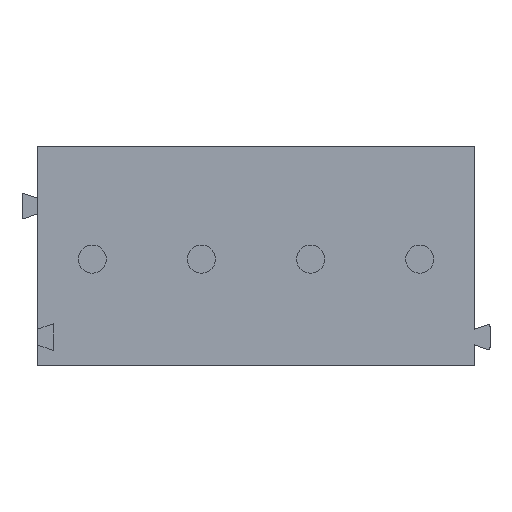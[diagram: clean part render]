
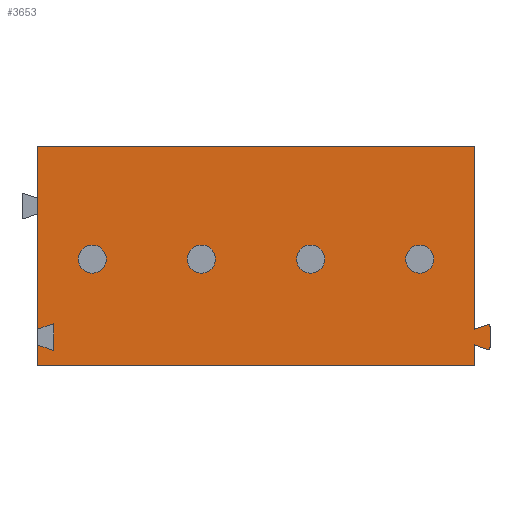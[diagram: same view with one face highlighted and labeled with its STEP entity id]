
A CAD part, front view. The second image highlights one B-rep face of the part: STEP entity #3653.
In plain terms, the highlighted planar face has unit normal (0, -1, 0).
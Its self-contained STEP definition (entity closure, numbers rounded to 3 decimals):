
#142=DIRECTION('',(0.,0.,-1.));
#143=VECTOR('',#142,0.646);
#144=CARTESIAN_POINT('',(-7.,-2.,-6.354));
#145=LINE('',#144,#143);
#178=DIRECTION('',(0.,0.,-1.));
#179=VECTOR('',#178,5.844);
#180=CARTESIAN_POINT('',(-7.,-2.,0.));
#181=LINE('',#180,#179);
#198=DIRECTION('',(0.946,0.,0.325));
#199=VECTOR('',#198,0.539);
#200=CARTESIAN_POINT('',(-7.,-2.,-5.844));
#201=LINE('',#200,#199);
#202=DIRECTION('',(1.,0.,0.));
#203=VECTOR('',#202,14.);
#204=CARTESIAN_POINT('',(-7.,-2.,0.));
#205=LINE('',#204,#203);
#206=DIRECTION('',(0.944,0.,0.33));
#207=VECTOR('',#206,0.442);
#208=CARTESIAN_POINT('',(7.,-2.,-5.849));
#209=LINE('',#208,#207);
#210=CARTESIAN_POINT('',(7.438,-2.,-5.763));
#211=DIRECTION('',(0.,1.,0.));
#212=DIRECTION('',(-0.33,0.,0.944));
#213=AXIS2_PLACEMENT_3D('',#210,#211,#212);
#215=DIRECTION('',(0.,0.,-1.));
#216=VECTOR('',#215,0.674);
#217=CARTESIAN_POINT('',(7.5,-2.,-5.763));
#218=LINE('',#217,#216);
#219=CARTESIAN_POINT('',(7.438,-2.,-6.436));
#220=DIRECTION('',(0.,1.,0.));
#221=DIRECTION('',(1.,0.,0.));
#222=AXIS2_PLACEMENT_3D('',#219,#220,#221);
#224=DIRECTION('',(-0.944,0.,0.33));
#225=VECTOR('',#224,0.442);
#226=CARTESIAN_POINT('',(7.417,-2.,-6.495));
#227=LINE('',#226,#225);
#228=DIRECTION('',(-0.946,0.,0.325));
#229=VECTOR('',#228,0.539);
#230=CARTESIAN_POINT('',(-6.49,-2.,-6.529));
#231=LINE('',#230,#229);
#232=DIRECTION('',(0.,0.,-1.));
#233=VECTOR('',#232,0.86);
#234=CARTESIAN_POINT('',(-6.49,-2.,-5.669));
#235=LINE('',#234,#233);
#236=CARTESIAN_POINT('',(-5.25,-2.,-3.6));
#237=DIRECTION('',(0.,-1.,0.));
#238=DIRECTION('',(1.,0.,0.));
#239=AXIS2_PLACEMENT_3D('',#236,#237,#238);
#241=CARTESIAN_POINT('',(-5.25,-2.,-3.6));
#242=DIRECTION('',(0.,-1.,0.));
#243=DIRECTION('',(-1.,0.,0.));
#244=AXIS2_PLACEMENT_3D('',#241,#242,#243);
#246=CARTESIAN_POINT('',(-1.75,-2.,-3.6));
#247=DIRECTION('',(0.,-1.,0.));
#248=DIRECTION('',(1.,0.,0.));
#249=AXIS2_PLACEMENT_3D('',#246,#247,#248);
#251=CARTESIAN_POINT('',(-1.75,-2.,-3.6));
#252=DIRECTION('',(0.,-1.,0.));
#253=DIRECTION('',(-1.,0.,0.));
#254=AXIS2_PLACEMENT_3D('',#251,#252,#253);
#256=CARTESIAN_POINT('',(1.75,-2.,-3.6));
#257=DIRECTION('',(0.,-1.,0.));
#258=DIRECTION('',(1.,0.,0.));
#259=AXIS2_PLACEMENT_3D('',#256,#257,#258);
#261=CARTESIAN_POINT('',(1.75,-2.,-3.6));
#262=DIRECTION('',(0.,-1.,0.));
#263=DIRECTION('',(-1.,0.,0.));
#264=AXIS2_PLACEMENT_3D('',#261,#262,#263);
#266=CARTESIAN_POINT('',(5.25,-2.,-3.6));
#267=DIRECTION('',(0.,-1.,0.));
#268=DIRECTION('',(1.,0.,0.));
#269=AXIS2_PLACEMENT_3D('',#266,#267,#268);
#271=CARTESIAN_POINT('',(5.25,-2.,-3.6));
#272=DIRECTION('',(0.,-1.,0.));
#273=DIRECTION('',(-1.,0.,0.));
#274=AXIS2_PLACEMENT_3D('',#271,#272,#273);
#442=DIRECTION('',(0.,0.,-1.));
#443=VECTOR('',#442,0.651);
#444=CARTESIAN_POINT('',(7.,-2.,-6.349));
#445=LINE('',#444,#443);
#458=DIRECTION('',(0.,0.,-1.));
#459=VECTOR('',#458,5.849);
#460=CARTESIAN_POINT('',(7.,-2.,0.));
#461=LINE('',#460,#459);
#498=DIRECTION('',(1.,0.,0.));
#499=VECTOR('',#498,14.);
#500=CARTESIAN_POINT('',(-7.,-2.,-7.));
#501=LINE('',#500,#499);
#2730=CARTESIAN_POINT('',(-7.,-2.,-7.));
#2732=VERTEX_POINT('',#2730);
#2738=CARTESIAN_POINT('',(-7.,-2.,0.));
#2739=VERTEX_POINT('',#2738);
#2740=CARTESIAN_POINT('',(7.,-2.,-7.));
#2742=VERTEX_POINT('',#2740);
#2748=CARTESIAN_POINT('',(7.,-2.,0.));
#2749=VERTEX_POINT('',#2748);
#2782=CARTESIAN_POINT('',(7.417,-2.,-5.704));
#2783=CARTESIAN_POINT('',(7.5,-2.,-5.763));
#2784=VERTEX_POINT('',#2782);
#2785=VERTEX_POINT('',#2783);
#2786=CARTESIAN_POINT('',(7.5,-2.,-6.436));
#2787=CARTESIAN_POINT('',(7.417,-2.,-6.495));
#2788=VERTEX_POINT('',#2786);
#2789=VERTEX_POINT('',#2787);
#2794=CARTESIAN_POINT('',(7.,-2.,-6.349));
#2795=VERTEX_POINT('',#2794);
#2796=CARTESIAN_POINT('',(7.,-2.,-5.849));
#2797=VERTEX_POINT('',#2796);
#2822=CARTESIAN_POINT('',(-7.,-2.,-5.844));
#2823=VERTEX_POINT('',#2822);
#2824=CARTESIAN_POINT('',(-7.,-2.,-6.354));
#2825=VERTEX_POINT('',#2824);
#2826=CARTESIAN_POINT('',(-6.49,-2.,-5.669));
#2827=VERTEX_POINT('',#2826);
#2828=CARTESIAN_POINT('',(-6.49,-2.,-6.529));
#2829=VERTEX_POINT('',#2828);
#2946=CARTESIAN_POINT('',(-4.8,-2.,-3.6));
#2947=CARTESIAN_POINT('',(-5.7,-2.,-3.6));
#2948=VERTEX_POINT('',#2946);
#2949=VERTEX_POINT('',#2947);
#3106=CARTESIAN_POINT('',(-1.3,-2.,-3.6));
#3107=VERTEX_POINT('',#3106);
#3108=CARTESIAN_POINT('',(-2.2,-2.,-3.6));
#3109=VERTEX_POINT('',#3108);
#3282=CARTESIAN_POINT('',(2.2,-2.,-3.6));
#3283=VERTEX_POINT('',#3282);
#3284=CARTESIAN_POINT('',(1.3,-2.,-3.6));
#3285=VERTEX_POINT('',#3284);
#3458=CARTESIAN_POINT('',(5.7,-2.,-3.6));
#3459=VERTEX_POINT('',#3458);
#3460=CARTESIAN_POINT('',(4.8,-2.,-3.6));
#3461=VERTEX_POINT('',#3460);
#3597=CARTESIAN_POINT('',(-7.,-2.,0.));
#3598=DIRECTION('',(0.,-1.,0.));
#3599=DIRECTION('',(0.,0.,-1.));
#3600=AXIS2_PLACEMENT_3D('',#3597,#3598,#3599);
#3601=PLANE('',#3600);
#3602=ORIENTED_EDGE('',*,*,#3589,.F.);
#3603=ORIENTED_EDGE('',*,*,#3561,.F.);
#3605=ORIENTED_EDGE('',*,*,#3604,.T.);
#3607=ORIENTED_EDGE('',*,*,#3606,.T.);
#3609=ORIENTED_EDGE('',*,*,#3608,.T.);
#3611=ORIENTED_EDGE('',*,*,#3610,.T.);
#3613=ORIENTED_EDGE('',*,*,#3612,.T.);
#3615=ORIENTED_EDGE('',*,*,#3614,.T.);
#3617=ORIENTED_EDGE('',*,*,#3616,.T.);
#3619=ORIENTED_EDGE('',*,*,#3618,.T.);
#3621=ORIENTED_EDGE('',*,*,#3620,.F.);
#3622=ORIENTED_EDGE('',*,*,#3543,.F.);
#3624=ORIENTED_EDGE('',*,*,#3623,.F.);
#3626=ORIENTED_EDGE('',*,*,#3625,.F.);
#3627=EDGE_LOOP('',(#3602,#3603,#3605,#3607,#3609,#3611,#3613,#3615,#3617,#3619,
#3621,#3622,#3624,#3626));
#3628=FACE_OUTER_BOUND('',#3627,.F.);
#3630=ORIENTED_EDGE('',*,*,#3629,.T.);
#3632=ORIENTED_EDGE('',*,*,#3631,.T.);
#3633=EDGE_LOOP('',(#3630,#3632));
#3634=FACE_BOUND('',#3633,.F.);
#3636=ORIENTED_EDGE('',*,*,#3635,.T.);
#3638=ORIENTED_EDGE('',*,*,#3637,.T.);
#3639=EDGE_LOOP('',(#3636,#3638));
#3640=FACE_BOUND('',#3639,.F.);
#3642=ORIENTED_EDGE('',*,*,#3641,.T.);
#3644=ORIENTED_EDGE('',*,*,#3643,.T.);
#3645=EDGE_LOOP('',(#3642,#3644));
#3646=FACE_BOUND('',#3645,.F.);
#3648=ORIENTED_EDGE('',*,*,#3647,.T.);
#3650=ORIENTED_EDGE('',*,*,#3649,.T.);
#3651=EDGE_LOOP('',(#3648,#3650));
#3652=FACE_BOUND('',#3651,.F.);
#214=CIRCLE('',#213,0.063);
#223=CIRCLE('',#222,0.063);
#240=CIRCLE('',#239,0.45);
#245=CIRCLE('',#244,0.45);
#250=CIRCLE('',#249,0.45);
#255=CIRCLE('',#254,0.45);
#260=CIRCLE('',#259,0.45);
#265=CIRCLE('',#264,0.45);
#270=CIRCLE('',#269,0.45);
#275=CIRCLE('',#274,0.45);
#3543=EDGE_CURVE('',#2825,#2732,#145,.T.);
#3561=EDGE_CURVE('',#2739,#2823,#181,.T.);
#3589=EDGE_CURVE('',#2823,#2827,#201,.T.);
#3604=EDGE_CURVE('',#2739,#2749,#205,.T.);
#3606=EDGE_CURVE('',#2749,#2797,#461,.T.);
#3608=EDGE_CURVE('',#2797,#2784,#209,.T.);
#3610=EDGE_CURVE('',#2784,#2785,#214,.T.);
#3612=EDGE_CURVE('',#2785,#2788,#218,.T.);
#3614=EDGE_CURVE('',#2788,#2789,#223,.T.);
#3616=EDGE_CURVE('',#2789,#2795,#227,.T.);
#3618=EDGE_CURVE('',#2795,#2742,#445,.T.);
#3620=EDGE_CURVE('',#2732,#2742,#501,.T.);
#3623=EDGE_CURVE('',#2829,#2825,#231,.T.);
#3625=EDGE_CURVE('',#2827,#2829,#235,.T.);
#3629=EDGE_CURVE('',#2948,#2949,#240,.T.);
#3631=EDGE_CURVE('',#2949,#2948,#245,.T.);
#3635=EDGE_CURVE('',#3107,#3109,#250,.T.);
#3637=EDGE_CURVE('',#3109,#3107,#255,.T.);
#3641=EDGE_CURVE('',#3283,#3285,#260,.T.);
#3643=EDGE_CURVE('',#3285,#3283,#265,.T.);
#3647=EDGE_CURVE('',#3459,#3461,#270,.T.);
#3649=EDGE_CURVE('',#3461,#3459,#275,.T.);
#3653=ADVANCED_FACE('',(#3628,#3634,#3640,#3646,#3652),#3601,.T.);
